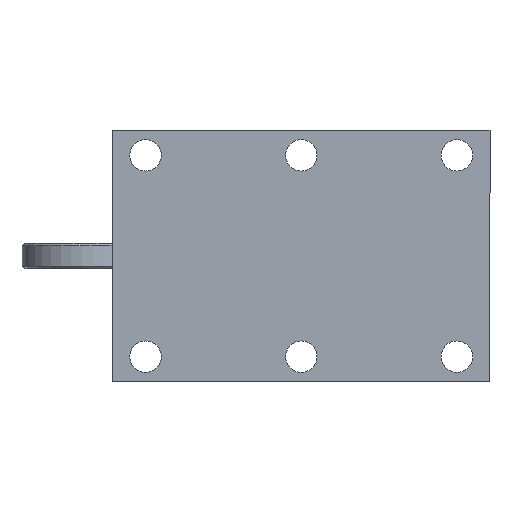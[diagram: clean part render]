
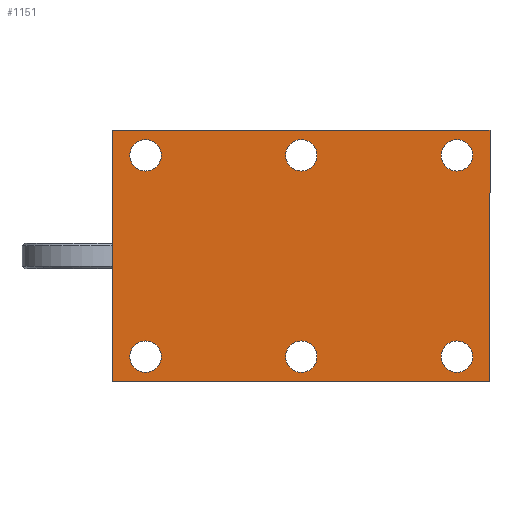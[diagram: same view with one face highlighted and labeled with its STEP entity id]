
A CAD part, front view. The second image highlights one B-rep face of the part: STEP entity #1151.
In plain terms, the highlighted planar face has unit normal (0, -1, 0).
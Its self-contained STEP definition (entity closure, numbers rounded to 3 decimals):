
#36 = AXIS2_PLACEMENT_3D ( 'NONE', #1700, #2733, #2543 ) ;
#56 = EDGE_LOOP ( 'NONE', ( #940, #98 ) ) ;
#68 = CARTESIAN_POINT ( 'NONE',  ( 123.713, 0., -92.5 ) ) ;
#70 = DIRECTION ( 'NONE',  ( 0., 0., 1. ) ) ;
#73 = ORIENTED_EDGE ( 'NONE', *, *, #1199, .T. ) ;
#74 = DIRECTION ( 'NONE',  ( 0., 0., 1. ) ) ;
#76 = LINE ( 'NONE', #892, #2637 ) ;
#89 = CARTESIAN_POINT ( 'NONE',  ( 0., 0., 92.5 ) ) ;
#98 = ORIENTED_EDGE ( 'NONE', *, *, #1689, .T. ) ;
#113 = EDGE_CURVE ( 'NONE', #577, #447, #367, .T. ) ;
#131 = DIRECTION ( 'NONE',  ( 0., 1., 0. ) ) ;
#145 = FACE_BOUND ( 'NONE', #488, .T. ) ;
#184 = CARTESIAN_POINT ( 'NONE',  ( 123.713, 0., 80. ) ) ;
#210 = CARTESIAN_POINT ( 'NONE',  ( 0., 0., -67.5 ) ) ;
#211 = CARTESIAN_POINT ( 'NONE',  ( 150., 0., -100. ) ) ;
#337 = DIRECTION ( 'NONE',  ( 1., 0., 0. ) ) ;
#367 = CIRCLE ( 'NONE', #2929, 12.5 ) ;
#394 = CARTESIAN_POINT ( 'NONE',  ( -150., 0., -100. ) ) ;
#403 = DIRECTION ( 'NONE',  ( 0., 0., -1. ) ) ;
#419 = CARTESIAN_POINT ( 'NONE',  ( -123.713, 0., 80. ) ) ;
#420 = ORIENTED_EDGE ( 'NONE', *, *, #1099, .T. ) ;
#424 = VECTOR ( 'NONE', #679, 1000. ) ;
#433 = CARTESIAN_POINT ( 'NONE',  ( 0., 0., -80. ) ) ;
#435 = PLANE ( 'NONE',  #2056 ) ;
#447 = VERTEX_POINT ( 'NONE', #210 ) ;
#469 = EDGE_CURVE ( 'NONE', #2422, #2252, #1539, .T. ) ;
#488 = EDGE_LOOP ( 'NONE', ( #2811, #3035 ) ) ;
#516 = CARTESIAN_POINT ( 'NONE',  ( 150., 0., 100. ) ) ;
#528 = CARTESIAN_POINT ( 'NONE',  ( 0., 0., -92.5 ) ) ;
#577 = VERTEX_POINT ( 'NONE', #528 ) ;
#578 = CARTESIAN_POINT ( 'NONE',  ( -123.713, 0., -80. ) ) ;
#620 = AXIS2_PLACEMENT_3D ( 'NONE', #1512, #3022, #1711 ) ;
#633 = CARTESIAN_POINT ( 'NONE',  ( -123.713, 0., -92.5 ) ) ;
#679 = DIRECTION ( 'NONE',  ( 0., 0., -1. ) ) ;
#693 = DIRECTION ( 'NONE',  ( 0., 1., 0. ) ) ;
#724 = EDGE_CURVE ( 'NONE', #1513, #944, #1747, .T. ) ;
#792 = DIRECTION ( 'NONE',  ( 0., 1., 0. ) ) ;
#806 = EDGE_LOOP ( 'NONE', ( #2334, #1231 ) ) ;
#810 = CARTESIAN_POINT ( 'NONE',  ( 123.713, 0., -80. ) ) ;
#812 = EDGE_CURVE ( 'NONE', #944, #1513, #1166, .T. ) ;
#817 = CARTESIAN_POINT ( 'NONE',  ( -123.713, 0., 92.5 ) ) ;
#825 = AXIS2_PLACEMENT_3D ( 'NONE', #1456, #693, #2040 ) ;
#849 = EDGE_CURVE ( 'NONE', #2459, #3268, #3015, .T. ) ;
#851 = CARTESIAN_POINT ( 'NONE',  ( -123.713, 0., 80. ) ) ;
#892 = CARTESIAN_POINT ( 'NONE',  ( -150., 0., -100. ) ) ;
#919 = ORIENTED_EDGE ( 'NONE', *, *, #1770, .T. ) ;
#940 = ORIENTED_EDGE ( 'NONE', *, *, #113, .T. ) ;
#942 = DIRECTION ( 'NONE',  ( 0., 1., 0. ) ) ;
#944 = VERTEX_POINT ( 'NONE', #1543 ) ;
#947 = FACE_OUTER_BOUND ( 'NONE', #2106, .T. ) ;
#1005 = DIRECTION ( 'NONE',  ( 0., 0., 1. ) ) ;
#1008 = CIRCLE ( 'NONE', #36, 12.5 ) ;
#1078 = EDGE_CURVE ( 'NONE', #3268, #2459, #2640, .T. ) ;
#1099 = EDGE_CURVE ( 'NONE', #1179, #1129, #3080, .T. ) ;
#1129 = VERTEX_POINT ( 'NONE', #3227 ) ;
#1143 = CARTESIAN_POINT ( 'NONE',  ( -123.713, 0., 67.5 ) ) ;
#1151 = ADVANCED_FACE ( 'NONE', ( #947, #145, #2977, #1502, #3264, #1997, #2274 ), #435, .F. ) ;
#1166 = CIRCLE ( 'NONE', #2959, 12.5 ) ;
#1179 = VERTEX_POINT ( 'NONE', #633 ) ;
#1187 = DIRECTION ( 'NONE',  ( 0., 0., 1. ) ) ;
#1199 = EDGE_CURVE ( 'NONE', #1129, #1179, #1008, .T. ) ;
#1226 = DIRECTION ( 'NONE',  ( 0., 0., 1. ) ) ;
#1228 = CARTESIAN_POINT ( 'NONE',  ( 150., 0., -100. ) ) ;
#1231 = ORIENTED_EDGE ( 'NONE', *, *, #1078, .T. ) ;
#1370 = CARTESIAN_POINT ( 'NONE',  ( -150., 0., 100. ) ) ;
#1387 = EDGE_LOOP ( 'NONE', ( #3155, #2953 ) ) ;
#1417 = EDGE_LOOP ( 'NONE', ( #420, #73 ) ) ;
#1456 = CARTESIAN_POINT ( 'NONE',  ( 123.713, 0., -80. ) ) ;
#1478 = AXIS2_PLACEMENT_3D ( 'NONE', #2645, #2884, #1005 ) ;
#1483 = DIRECTION ( 'NONE',  ( 0., 0., -1. ) ) ;
#1502 = FACE_BOUND ( 'NONE', #806, .T. ) ;
#1512 = CARTESIAN_POINT ( 'NONE',  ( 0., 0., -80. ) ) ;
#1513 = VERTEX_POINT ( 'NONE', #2373 ) ;
#1539 = CIRCLE ( 'NONE', #825, 12.5 ) ;
#1543 = CARTESIAN_POINT ( 'NONE',  ( 123.713, 0., 92.5 ) ) ;
#1570 = CARTESIAN_POINT ( 'NONE',  ( 123.713, 0., -67.5 ) ) ;
#1642 = ORIENTED_EDGE ( 'NONE', *, *, #469, .T. ) ;
#1686 = DIRECTION ( 'NONE',  ( 0., 1., 0. ) ) ;
#1689 = EDGE_CURVE ( 'NONE', #447, #577, #2809, .T. ) ;
#1700 = CARTESIAN_POINT ( 'NONE',  ( -123.713, 0., -80. ) ) ;
#1711 = DIRECTION ( 'NONE',  ( 0., 0., -1. ) ) ;
#1722 = EDGE_CURVE ( 'NONE', #1942, #2950, #2112, .T. ) ;
#1745 = DIRECTION ( 'NONE',  ( 0., 0., 1. ) ) ;
#1746 = EDGE_CURVE ( 'NONE', #2756, #1987, #2284, .T. ) ;
#1747 = CIRCLE ( 'NONE', #1478, 12.5 ) ;
#1770 = EDGE_CURVE ( 'NONE', #2252, #2422, #2071, .T. ) ;
#1783 = CARTESIAN_POINT ( 'NONE',  ( 0., 0., 80. ) ) ;
#1837 = DIRECTION ( 'NONE',  ( 0., 0., -1. ) ) ;
#1848 = ORIENTED_EDGE ( 'NONE', *, *, #2452, .F. ) ;
#1904 = AXIS2_PLACEMENT_3D ( 'NONE', #3276, #942, #1745 ) ;
#1906 = AXIS2_PLACEMENT_3D ( 'NONE', #1783, #1686, #3265 ) ;
#1909 = DIRECTION ( 'NONE',  ( 0., 0., -1. ) ) ;
#1913 = EDGE_CURVE ( 'NONE', #2934, #2756, #2674, .T. ) ;
#1942 = VERTEX_POINT ( 'NONE', #2204 ) ;
#1987 = VERTEX_POINT ( 'NONE', #1228 ) ;
#1991 = AXIS2_PLACEMENT_3D ( 'NONE', #419, #2738, #403 ) ;
#1997 = FACE_BOUND ( 'NONE', #56, .T. ) ;
#2000 = ORIENTED_EDGE ( 'NONE', *, *, #2870, .F. ) ;
#2040 = DIRECTION ( 'NONE',  ( 0., 0., -1. ) ) ;
#2056 = AXIS2_PLACEMENT_3D ( 'NONE', #3317, #3029, #1187 ) ;
#2070 = EDGE_CURVE ( 'NONE', #2950, #1942, #2824, .T. ) ;
#2071 = CIRCLE ( 'NONE', #2346, 12.5 ) ;
#2106 = EDGE_LOOP ( 'NONE', ( #2368, #2157, #2000, #1848 ) ) ;
#2107 = AXIS2_PLACEMENT_3D ( 'NONE', #578, #3182, #70 ) ;
#2112 = CIRCLE ( 'NONE', #1904, 12.5 ) ;
#2157 = ORIENTED_EDGE ( 'NONE', *, *, #1913, .F. ) ;
#2161 = VECTOR ( 'NONE', #74, 1000. ) ;
#2204 = CARTESIAN_POINT ( 'NONE',  ( 0., 0., 67.5 ) ) ;
#2252 = VERTEX_POINT ( 'NONE', #1570 ) ;
#2274 = FACE_BOUND ( 'NONE', #1417, .T. ) ;
#2284 = LINE ( 'NONE', #211, #424 ) ;
#2334 = ORIENTED_EDGE ( 'NONE', *, *, #849, .T. ) ;
#2346 = AXIS2_PLACEMENT_3D ( 'NONE', #810, #792, #1837 ) ;
#2368 = ORIENTED_EDGE ( 'NONE', *, *, #1746, .F. ) ;
#2373 = CARTESIAN_POINT ( 'NONE',  ( 123.713, 0., 67.5 ) ) ;
#2394 = DIRECTION ( 'NONE',  ( 0., 1., 0. ) ) ;
#2422 = VERTEX_POINT ( 'NONE', #68 ) ;
#2431 = CARTESIAN_POINT ( 'NONE',  ( -150., 0., 100. ) ) ;
#2452 = EDGE_CURVE ( 'NONE', #1987, #2536, #76, .T. ) ;
#2459 = VERTEX_POINT ( 'NONE', #1143 ) ;
#2498 = EDGE_LOOP ( 'NONE', ( #1642, #919 ) ) ;
#2536 = VERTEX_POINT ( 'NONE', #394 ) ;
#2543 = DIRECTION ( 'NONE',  ( 0., 0., 1. ) ) ;
#2637 = VECTOR ( 'NONE', #2678, 1000. ) ;
#2640 = CIRCLE ( 'NONE', #2741, 12.5 ) ;
#2645 = CARTESIAN_POINT ( 'NONE',  ( 123.713, 0., 80. ) ) ;
#2652 = CARTESIAN_POINT ( 'NONE',  ( -150., 0., -100. ) ) ;
#2674 = LINE ( 'NONE', #1370, #2931 ) ;
#2678 = DIRECTION ( 'NONE',  ( -1., 0., 0. ) ) ;
#2733 = DIRECTION ( 'NONE',  ( 0., 1., 0. ) ) ;
#2738 = DIRECTION ( 'NONE',  ( 0., 1., 0. ) ) ;
#2741 = AXIS2_PLACEMENT_3D ( 'NONE', #851, #2394, #1909 ) ;
#2756 = VERTEX_POINT ( 'NONE', #516 ) ;
#2809 = CIRCLE ( 'NONE', #620, 12.5 ) ;
#2811 = ORIENTED_EDGE ( 'NONE', *, *, #1722, .T. ) ;
#2824 = CIRCLE ( 'NONE', #1906, 12.5 ) ;
#2870 = EDGE_CURVE ( 'NONE', #2536, #2934, #2920, .T. ) ;
#2884 = DIRECTION ( 'NONE',  ( 0., 1., 0. ) ) ;
#2920 = LINE ( 'NONE', #2652, #2161 ) ;
#2929 = AXIS2_PLACEMENT_3D ( 'NONE', #433, #2991, #1483 ) ;
#2931 = VECTOR ( 'NONE', #337, 1000. ) ;
#2934 = VERTEX_POINT ( 'NONE', #2431 ) ;
#2950 = VERTEX_POINT ( 'NONE', #89 ) ;
#2953 = ORIENTED_EDGE ( 'NONE', *, *, #812, .T. ) ;
#2959 = AXIS2_PLACEMENT_3D ( 'NONE', #184, #131, #1226 ) ;
#2977 = FACE_BOUND ( 'NONE', #1387, .T. ) ;
#2991 = DIRECTION ( 'NONE',  ( 0., 1., 0. ) ) ;
#3015 = CIRCLE ( 'NONE', #1991, 12.5 ) ;
#3022 = DIRECTION ( 'NONE',  ( 0., 1., 0. ) ) ;
#3029 = DIRECTION ( 'NONE',  ( 0., 1., 0. ) ) ;
#3035 = ORIENTED_EDGE ( 'NONE', *, *, #2070, .T. ) ;
#3080 = CIRCLE ( 'NONE', #2107, 12.5 ) ;
#3155 = ORIENTED_EDGE ( 'NONE', *, *, #724, .T. ) ;
#3182 = DIRECTION ( 'NONE',  ( 0., 1., 0. ) ) ;
#3227 = CARTESIAN_POINT ( 'NONE',  ( -123.713, 0., -67.5 ) ) ;
#3264 = FACE_BOUND ( 'NONE', #2498, .T. ) ;
#3265 = DIRECTION ( 'NONE',  ( 0., 0., 1. ) ) ;
#3268 = VERTEX_POINT ( 'NONE', #817 ) ;
#3276 = CARTESIAN_POINT ( 'NONE',  ( 0., 0., 80. ) ) ;
#3317 = CARTESIAN_POINT ( 'NONE',  ( 0., 0., 0. ) ) ;
